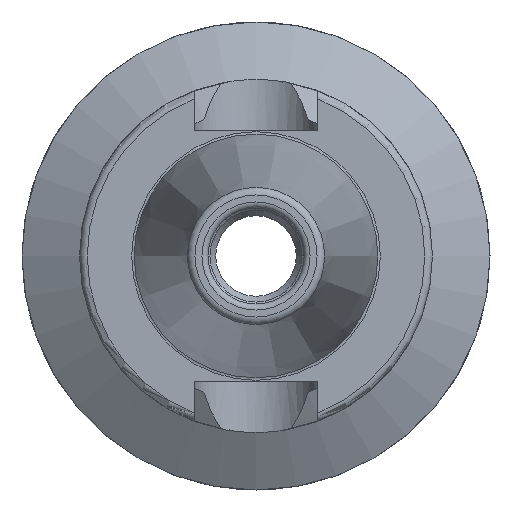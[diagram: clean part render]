
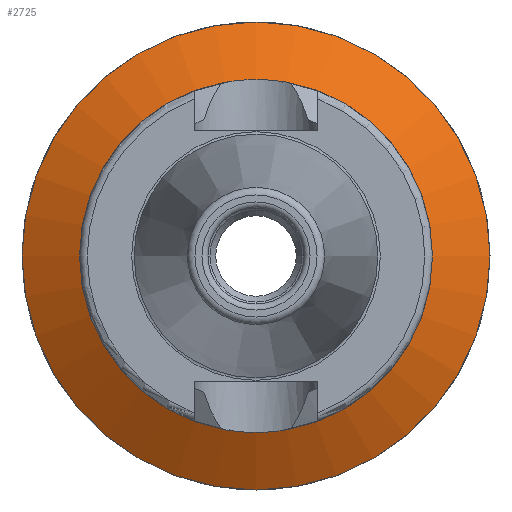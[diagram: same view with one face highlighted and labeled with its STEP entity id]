
A CAD part, left-side view. The second image highlights one B-rep face of the part: STEP entity #2725.
In plain terms, the highlighted conical face has half-angle 60 degrees and reference radius 26.5 mm.
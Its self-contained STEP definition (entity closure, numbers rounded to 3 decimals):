
#2688=CARTESIAN_POINT('',(37.,22.5,0.0));
#2689=VERTEX_POINT('',#2688);
#2690=CARTESIAN_POINT('',(37.,0.0,0.0));
#2691=DIRECTION('',(1.0,0.0,0.0));
#2692=DIRECTION('',(0.0,1.0,0.0));
#2693=AXIS2_PLACEMENT_3D('',#2690,#2691,#2692);
#2694=CIRCLE('',#2693,22.5);
#2695=EDGE_CURVE('',#2689,#2689,#2694,.T.);
#2706=CARTESIAN_POINT('',(39.309,0.0,0.0));
#2707=DIRECTION('',(1.0,0.0,0.0));
#2708=DIRECTION('',(0.0,1.0,0.0));
#2709=AXIS2_PLACEMENT_3D('',#2706,#2707,#2708);
#2710=CONICAL_SURFACE('',#2709,26.5,60.);
#2711=CARTESIAN_POINT('',(41.619,30.5,0.0));
#2712=VERTEX_POINT('',#2711);
#2713=CARTESIAN_POINT('',(41.619,0.0,0.0));
#2714=DIRECTION('',(1.0,0.0,0.0));
#2715=DIRECTION('',(0.0,1.0,0.0));
#2716=AXIS2_PLACEMENT_3D('',#2713,#2714,#2715);
#2717=CIRCLE('',#2716,30.5);
#2718=EDGE_CURVE('',#2712,#2712,#2717,.T.);
#2719=ORIENTED_EDGE('',*,*,#2718,.F.);
#2720=EDGE_LOOP('',(#2719));
#2721=FACE_OUTER_BOUND('',#2720,.T.);
#2722=ORIENTED_EDGE('',*,*,#2695,.T.);
#2723=EDGE_LOOP('',(#2722));
#2724=FACE_BOUND('',#2723,.T.);
#2725=ADVANCED_FACE('',(#2721,#2724),#2710,.T.);
